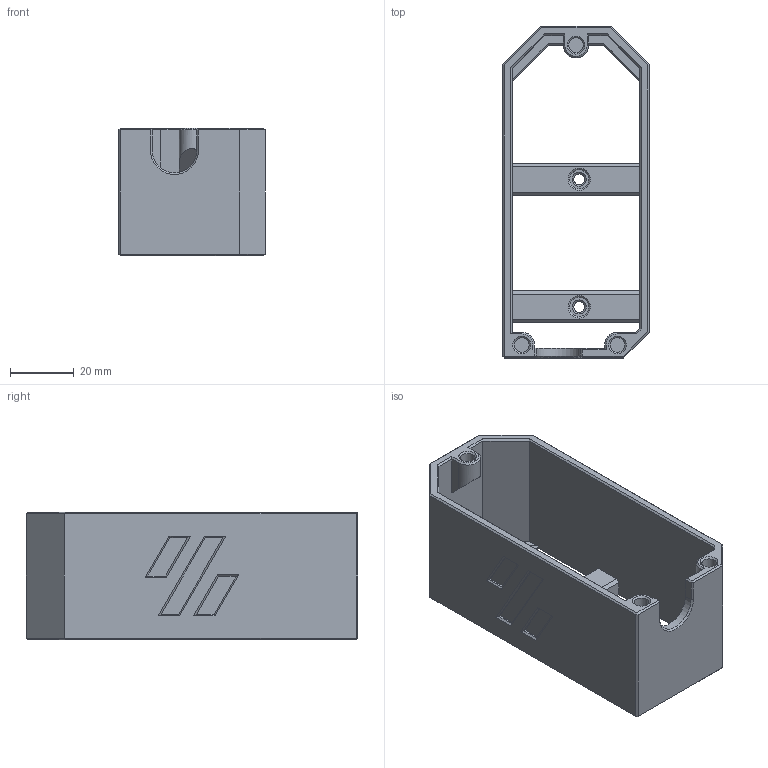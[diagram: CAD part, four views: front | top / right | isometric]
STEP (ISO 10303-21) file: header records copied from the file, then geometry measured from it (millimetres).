
FILE_DESCRIPTION(/* description */ (''),/* implementation_level */ '2;1');
FILE_NAME(/* name */ 'Electronics Top Cable Holder v4.step',/* time_stamp */ '2025-09-15T10:44:23-04:00',/* author */ (''),/* organization */ (''),/* preprocessor_version */ 'ST-DEVELOPER v20.1',/* originating_system */ 'Autodesk Translation Framework v14.17.0.0',/* authorisation */ '');
FILE_SCHEMA (('AUTOMOTIVE_DESIGN { 1 0 10303 214 3 1 1 }'));
Length unit declared in the file: millimetre
Products named in the file (1): Electronics Top Cable Holder
Bounding box: 46 x 104 x 40 mm (x, y, z)
Volume: 36922.8 mm3; surface area: 25899.1 mm2
Topology: 1 solids, 1 shells, 155 faces, 366 edges, 218 vertices
Faces by surface type: plane 131, cone 13, cylinder 11
Full cylindrical faces by diameter (mm): 3.4 x2, 4.6 x3, 6 x2
Entity records: 4352 total; most frequent: CARTESIAN_POINT 740, ORIENTED_EDGE 732, DIRECTION 721, EDGE_CURVE 366, LINE 323, VECTOR 323, VERTEX_POINT 218, AXIS2_PLACEMENT_3D 199
